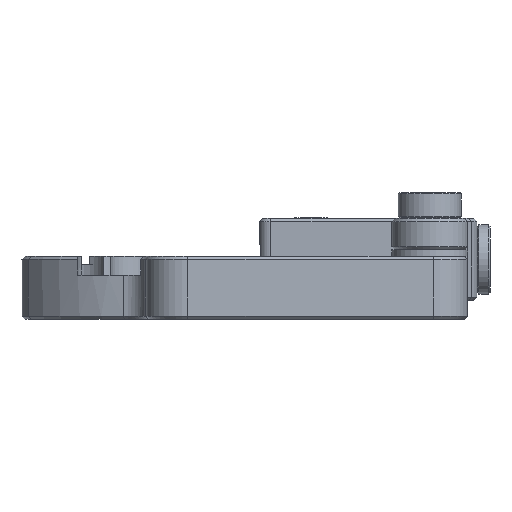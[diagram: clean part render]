
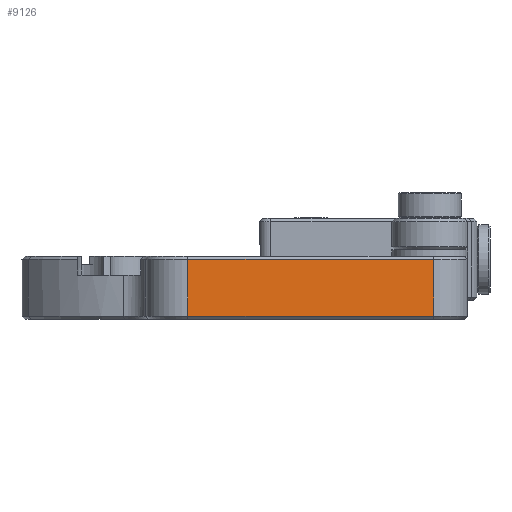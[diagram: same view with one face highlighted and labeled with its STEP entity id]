
A CAD part, left-side view. The second image highlights one B-rep face of the part: STEP entity #9126.
In plain terms, the highlighted planar face has unit normal (-0.995, -0.104, 0).
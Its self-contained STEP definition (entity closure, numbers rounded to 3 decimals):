
#1557=FACE_OUTER_BOUND('',#2127,.T.);
#2127=EDGE_LOOP('',(#8134,#8135,#8136,#8137));
#2799=LINE('',#23351,#3508);
#2841=LINE('',#23654,#3550);
#2849=LINE('',#23672,#3558);
#2850=LINE('',#23674,#3559);
#3508=VECTOR('',#12259,10.);
#3550=VECTOR('',#12419,10.);
#3558=VECTOR('',#12445,10.);
#3559=VECTOR('',#12448,10.);
#4367=VERTEX_POINT('',#23344);
#4368=VERTEX_POINT('',#23348);
#4411=VERTEX_POINT('',#23644);
#4412=VERTEX_POINT('',#23652);
#5606=EDGE_CURVE('',#4367,#4368,#2799,.T.);
#5682=EDGE_CURVE('',#4411,#4412,#2841,.T.);
#5691=EDGE_CURVE('',#4412,#4367,#2849,.T.);
#5692=EDGE_CURVE('',#4411,#4368,#2850,.T.);
#8134=ORIENTED_EDGE('',*,*,#5606,.T.);
#8135=ORIENTED_EDGE('',*,*,#5692,.F.);
#8136=ORIENTED_EDGE('',*,*,#5682,.T.);
#8137=ORIENTED_EDGE('',*,*,#5691,.T.);
#8630=PLANE('',#10102);
#9126=ADVANCED_FACE('',(#1557),#8630,.F.);
#10102=AXIS2_PLACEMENT_3D('',#23673,#12446,#12447);
#12259=DIRECTION('',(0.105,-0.995,0.));
#12419=DIRECTION('',(-0.105,0.995,0.));
#12445=DIRECTION('',(0.,0.,-1.));
#12446=DIRECTION('center_axis',(0.995,0.105,0.));
#12447=DIRECTION('ref_axis',(0.105,-0.995,0.));
#12448=DIRECTION('',(0.,0.,-1.));
#23344=CARTESIAN_POINT('',(-28.803,19.139,60.008));
#23348=CARTESIAN_POINT('',(-26.759,-0.301,60.008));
#23351=CARTESIAN_POINT('',(-28.49,16.162,60.008));
#23644=CARTESIAN_POINT('',(-26.759,-0.301,64.508));
#23652=CARTESIAN_POINT('',(-28.803,19.139,64.508));
#23654=CARTESIAN_POINT('',(-28.903,20.098,64.508));
#23672=CARTESIAN_POINT('',(-28.803,19.139,64.758));
#23673=CARTESIAN_POINT('Origin',(-28.85,19.59,64.758));
#23674=CARTESIAN_POINT('',(-26.759,-0.301,64.758));
